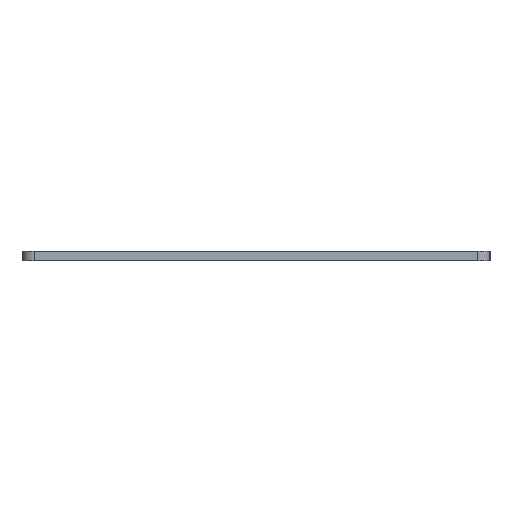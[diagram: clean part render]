
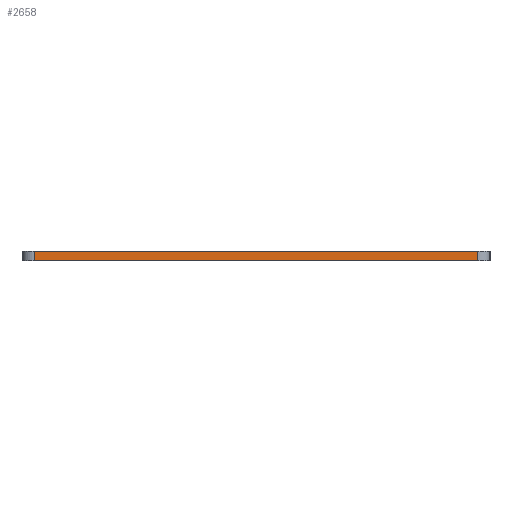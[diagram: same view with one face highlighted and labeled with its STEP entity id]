
A CAD part, left-side view. The second image highlights one B-rep face of the part: STEP entity #2658.
In plain terms, the highlighted planar face has unit normal (-1, 0, 0).
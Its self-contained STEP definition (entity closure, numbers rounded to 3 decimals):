
#96 = CARTESIAN_POINT ( 'NONE',  ( -156.588, -70., 3. ) ) ;
#135 = EDGE_CURVE ( 'NONE', #2293, #1113, #1630, .T. ) ;
#147 = FACE_OUTER_BOUND ( 'NONE', #175, .T. ) ;
#162 = CARTESIAN_POINT ( 'NONE',  ( -156.588, 70., 3. ) ) ;
#175 = EDGE_LOOP ( 'NONE', ( #2164, #357, #487, #1347 ) ) ;
#218 = DIRECTION ( 'NONE',  ( 0., 0., 1. ) ) ;
#340 = VERTEX_POINT ( 'NONE', #162 ) ;
#357 = ORIENTED_EDGE ( 'NONE', *, *, #1840, .T. ) ;
#395 = CARTESIAN_POINT ( 'NONE',  ( -156.588, -70., 3. ) ) ;
#487 = ORIENTED_EDGE ( 'NONE', *, *, #1947, .T. ) ;
#570 = CARTESIAN_POINT ( 'NONE',  ( -156.588, -70., 0. ) ) ;
#630 = DIRECTION ( 'NONE',  ( -1., 0., 0. ) ) ;
#686 = VECTOR ( 'NONE', #1456, 1000. ) ;
#707 = CARTESIAN_POINT ( 'NONE',  ( -156.588, -70., 3. ) ) ;
#977 = VERTEX_POINT ( 'NONE', #707 ) ;
#1064 = LINE ( 'NONE', #96, #1761 ) ;
#1113 = VERTEX_POINT ( 'NONE', #2724 ) ;
#1347 = ORIENTED_EDGE ( 'NONE', *, *, #135, .F. ) ;
#1360 = CARTESIAN_POINT ( 'NONE',  ( -156.588, 70., 3. ) ) ;
#1382 = VECTOR ( 'NONE', #2238, 1000. ) ;
#1456 = DIRECTION ( 'NONE',  ( 0., 1., 0. ) ) ;
#1519 = AXIS2_PLACEMENT_3D ( 'NONE', #395, #630, #218 ) ;
#1567 = EDGE_CURVE ( 'NONE', #977, #2293, #2994, .T. ) ;
#1630 = LINE ( 'NONE', #570, #686 ) ;
#1701 = DIRECTION ( 'NONE',  ( 0., 1., 0. ) ) ;
#1761 = VECTOR ( 'NONE', #1701, 1000. ) ;
#1791 = CARTESIAN_POINT ( 'NONE',  ( -156.588, -70., 3. ) ) ;
#1838 = CARTESIAN_POINT ( 'NONE',  ( -156.588, -70., 0. ) ) ;
#1840 = EDGE_CURVE ( 'NONE', #977, #340, #1064, .T. ) ;
#1947 = EDGE_CURVE ( 'NONE', #340, #1113, #2734, .T. ) ;
#2031 = DIRECTION ( 'NONE',  ( 0., 0., -1. ) ) ;
#2164 = ORIENTED_EDGE ( 'NONE', *, *, #1567, .F. ) ;
#2230 = PLANE ( 'NONE',  #1519 ) ;
#2238 = DIRECTION ( 'NONE',  ( 0., 0., -1. ) ) ;
#2293 = VERTEX_POINT ( 'NONE', #1838 ) ;
#2345 = VECTOR ( 'NONE', #2031, 1000. ) ;
#2658 = ADVANCED_FACE ( 'NONE', ( #147 ), #2230, .T. ) ;
#2724 = CARTESIAN_POINT ( 'NONE',  ( -156.588, 70., 0. ) ) ;
#2734 = LINE ( 'NONE', #1360, #2345 ) ;
#2994 = LINE ( 'NONE', #1791, #1382 ) ;
